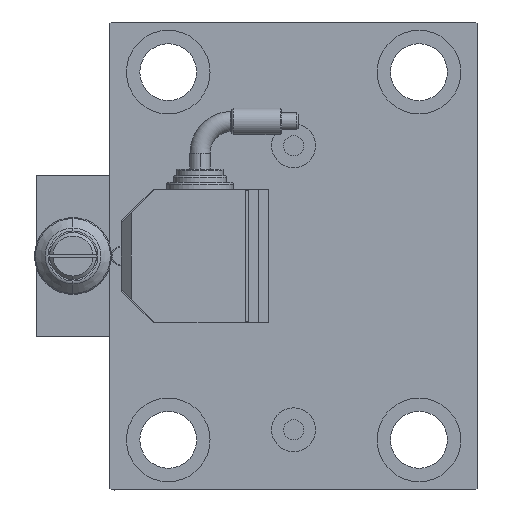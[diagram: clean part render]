
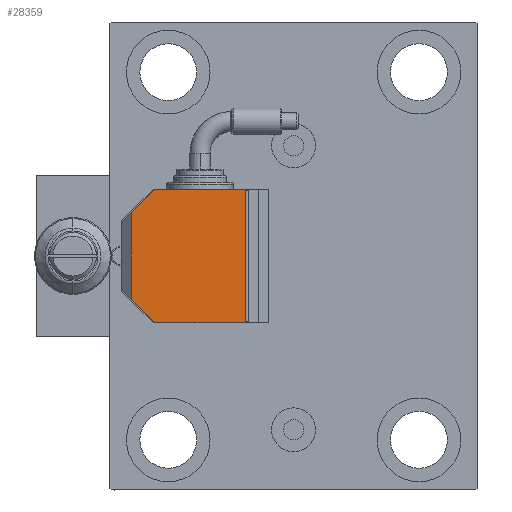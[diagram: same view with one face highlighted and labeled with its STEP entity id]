
A CAD part, left-side view. The second image highlights one B-rep face of the part: STEP entity #28359.
In plain terms, the highlighted face is planar.
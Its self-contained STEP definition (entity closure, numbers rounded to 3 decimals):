
#184 = CARTESIAN_POINT ( 'NONE',  ( -20., -13.5, -10. ) ) ;
#2383 = VECTOR ( 'NONE', #44395, 1000. ) ;
#2535 = VECTOR ( 'NONE', #32307, 1000. ) ;
#2894 = DIRECTION ( 'NONE',  ( -0.707, -0.707, 0. ) ) ;
#3851 = CARTESIAN_POINT ( 'NONE',  ( -13., 20.5, -10. ) ) ;
#4103 = DIRECTION ( 'NONE',  ( 1., 0., 0. ) ) ;
#4459 = DIRECTION ( 'NONE',  ( 0., 0., 1. ) ) ;
#4482 = EDGE_CURVE ( 'NONE', #38872, #45182, #31996, .T. ) ;
#4864 = ORIENTED_EDGE ( 'NONE', *, *, #37069, .T. ) ;
#6671 = LINE ( 'NONE', #25985, #29501 ) ;
#7202 = EDGE_CURVE ( 'NONE', #10171, #22359, #22906, .T. ) ;
#7242 = DIRECTION ( 'NONE',  ( 0., -1., 0. ) ) ;
#7463 = CARTESIAN_POINT ( 'NONE',  ( -20., 0., -10. ) ) ;
#8009 = CARTESIAN_POINT ( 'NONE',  ( 0., 20.5, -10. ) ) ;
#8388 = CARTESIAN_POINT ( 'NONE',  ( 20., -13.5, -10. ) ) ;
#9932 = VERTEX_POINT ( 'NONE', #16487 ) ;
#9986 = ORIENTED_EDGE ( 'NONE', *, *, #15814, .F. ) ;
#10171 = VERTEX_POINT ( 'NONE', #33297 ) ;
#10725 = EDGE_CURVE ( 'NONE', #45182, #13408, #37332, .T. ) ;
#11275 = ORIENTED_EDGE ( 'NONE', *, *, #10725, .F. ) ;
#11402 = VECTOR ( 'NONE', #13942, 1000. ) ;
#13408 = VERTEX_POINT ( 'NONE', #44441 ) ;
#13942 = DIRECTION ( 'NONE',  ( 1., 0., 0. ) ) ;
#14683 = EDGE_CURVE ( 'NONE', #22359, #38872, #51089, .T. ) ;
#15736 = CARTESIAN_POINT ( 'NONE',  ( -20., -13.5, -10. ) ) ;
#15814 = EDGE_CURVE ( 'NONE', #46382, #10171, #46730, .T. ) ;
#16227 = FACE_OUTER_BOUND ( 'NONE', #45747, .T. ) ;
#16487 = CARTESIAN_POINT ( 'NONE',  ( 13., 20.5, -10. ) ) ;
#20385 = CARTESIAN_POINT ( 'NONE',  ( 0., 0., -10. ) ) ;
#22359 = VERTEX_POINT ( 'NONE', #7463 ) ;
#22725 = CARTESIAN_POINT ( 'NONE',  ( -20., 13.5, -10. ) ) ;
#22906 = LINE ( 'NONE', #23416, #29757 ) ;
#23416 = CARTESIAN_POINT ( 'NONE',  ( -20., -13.5, -10. ) ) ;
#24291 = PLANE ( 'NONE',  #32881 ) ;
#25985 = CARTESIAN_POINT ( 'NONE',  ( 10., 23.5, -10. ) ) ;
#28359 = ADVANCED_FACE ( 'NONE', ( #16227 ), #24291, .F. ) ;
#28781 = ORIENTED_EDGE ( 'NONE', *, *, #39232, .F. ) ;
#29501 = VECTOR ( 'NONE', #41893, 1000. ) ;
#29757 = VECTOR ( 'NONE', #7242, 1000. ) ;
#31507 = LINE ( 'NONE', #8009, #47757 ) ;
#31996 = LINE ( 'NONE', #47896, #11402 ) ;
#32307 = DIRECTION ( 'NONE',  ( 0., -1., 0. ) ) ;
#32391 = DIRECTION ( 'NONE',  ( 1., 0., 0. ) ) ;
#32881 = AXIS2_PLACEMENT_3D ( 'NONE', #20385, #4459, #32391 ) ;
#33297 = CARTESIAN_POINT ( 'NONE',  ( -20., 13.5, -10. ) ) ;
#37069 = EDGE_CURVE ( 'NONE', #46382, #9932, #31507, .T. ) ;
#37332 = LINE ( 'NONE', #8388, #2383 ) ;
#38872 = VERTEX_POINT ( 'NONE', #15736 ) ;
#39232 = EDGE_CURVE ( 'NONE', #13408, #9932, #6671, .T. ) ;
#41786 = CARTESIAN_POINT ( 'NONE',  ( 20., -13.5, -10. ) ) ;
#41893 = DIRECTION ( 'NONE',  ( -0.707, 0.707, 0. ) ) ;
#42565 = VECTOR ( 'NONE', #2894, 1000. ) ;
#44395 = DIRECTION ( 'NONE',  ( 0., 1., 0. ) ) ;
#44441 = CARTESIAN_POINT ( 'NONE',  ( 20., 13.5, -10. ) ) ;
#44660 = ORIENTED_EDGE ( 'NONE', *, *, #4482, .F. ) ;
#45182 = VERTEX_POINT ( 'NONE', #41786 ) ;
#45747 = EDGE_LOOP ( 'NONE', ( #9986, #4864, #28781, #11275, #44660, #47541, #48460 ) ) ;
#46382 = VERTEX_POINT ( 'NONE', #3851 ) ;
#46730 = LINE ( 'NONE', #22725, #42565 ) ;
#47541 = ORIENTED_EDGE ( 'NONE', *, *, #14683, .F. ) ;
#47757 = VECTOR ( 'NONE', #4103, 1000. ) ;
#47896 = CARTESIAN_POINT ( 'NONE',  ( -20., -13.5, -10. ) ) ;
#48460 = ORIENTED_EDGE ( 'NONE', *, *, #7202, .F. ) ;
#51089 = LINE ( 'NONE', #184, #2535 ) ;
